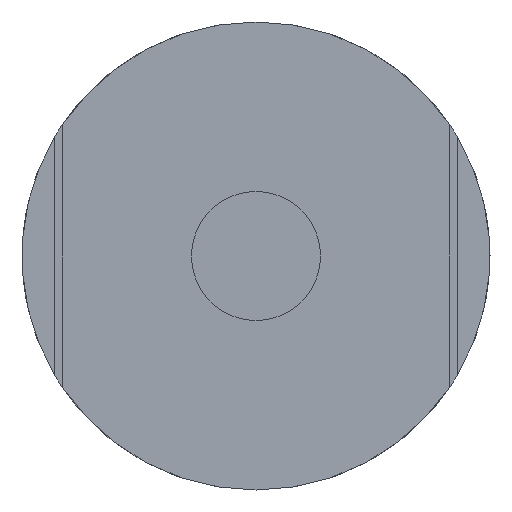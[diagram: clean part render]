
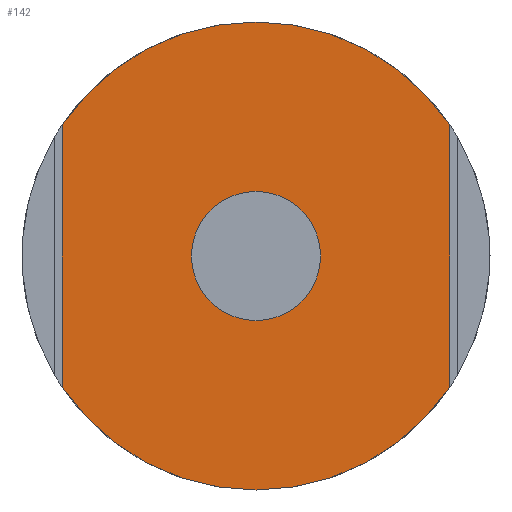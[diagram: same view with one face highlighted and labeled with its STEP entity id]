
A CAD part, front view. The second image highlights one B-rep face of the part: STEP entity #142.
In plain terms, the highlighted planar face has unit normal (0, -1, 0).
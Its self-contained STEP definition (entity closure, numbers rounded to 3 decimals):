
#112 = VERTEX_POINT ( 'NONE', #359 ) ;
#115 = EDGE_CURVE ( 'NONE', #321, #116, #358, .T. ) ;
#116 = VERTEX_POINT ( 'NONE', #353 ) ;
#119 = EDGE_CURVE ( 'NONE', #330, #375, #352, .T. ) ;
#136 = ORIENTED_EDGE ( 'NONE', *, *, #137, .F. ) ;
#137 = EDGE_CURVE ( 'NONE', #177, #330, #475, .T. ) ;
#138 = ORIENTED_EDGE ( 'NONE', *, *, #140, .F. ) ;
#140 = EDGE_CURVE ( 'NONE', #375, #145, #470, .T. ) ;
#141 = ORIENTED_EDGE ( 'NONE', *, *, #119, .F. ) ;
#142 = ADVANCED_FACE ( 'NONE', ( #471, #465 ), #464, .T. ) ;
#143 = EDGE_LOOP ( 'NONE', ( #147, #138, #141, #136, #215, #211 ) ) ;
#144 = EDGE_CURVE ( 'NONE', #145, #146, #463, .T. ) ;
#145 = VERTEX_POINT ( 'NONE', #455 ) ;
#146 = VERTEX_POINT ( 'NONE', #454 ) ;
#147 = ORIENTED_EDGE ( 'NONE', *, *, #144, .F. ) ;
#176 = EDGE_CURVE ( 'NONE', #112, #177, #617, .T. ) ;
#177 = VERTEX_POINT ( 'NONE', #627 ) ;
#207 = ORIENTED_EDGE ( 'NONE', *, *, #115, .F. ) ;
#210 = EDGE_CURVE ( 'NONE', #116, #321, #493, .T. ) ;
#211 = ORIENTED_EDGE ( 'NONE', *, *, #213, .F. ) ;
#212 = ORIENTED_EDGE ( 'NONE', *, *, #210, .F. ) ;
#213 = EDGE_CURVE ( 'NONE', #146, #112, #498, .T. ) ;
#214 = EDGE_LOOP ( 'NONE', ( #212, #207 ) ) ;
#215 = ORIENTED_EDGE ( 'NONE', *, *, #176, .F. ) ;
#321 = VERTEX_POINT ( 'NONE', #478 ) ;
#330 = VERTEX_POINT ( 'NONE', #642 ) ;
#350 = CARTESIAN_POINT ( 'NONE',  ( 0., -16., 0. ) ) ;
#351 = AXIS2_PLACEMENT_3D ( 'NONE', #350, #417, #416 ) ;
#352 = CIRCLE ( 'NONE', #351, 14.5 ) ;
#353 = CARTESIAN_POINT ( 'NONE',  ( 0., -16., 4. ) ) ;
#354 = DIRECTION ( 'NONE',  ( 0., 0., -1. ) ) ;
#355 = DIRECTION ( 'NONE',  ( 0., -1., 0. ) ) ;
#356 = CARTESIAN_POINT ( 'NONE',  ( 0., -16., 0. ) ) ;
#357 = AXIS2_PLACEMENT_3D ( 'NONE', #356, #355, #354 ) ;
#358 = CIRCLE ( 'NONE', #357, 4. ) ;
#359 = CARTESIAN_POINT ( 'NONE',  ( 0., -16., 14.5 ) ) ;
#375 = VERTEX_POINT ( 'NONE', #635 ) ;
#416 = DIRECTION ( 'NONE',  ( 0., 0., 1. ) ) ;
#417 = DIRECTION ( 'NONE',  ( 0., 1., 0. ) ) ;
#454 = CARTESIAN_POINT ( 'NONE',  ( -12., -16., 8.139 ) ) ;
#455 = CARTESIAN_POINT ( 'NONE',  ( -12., -16., -8.139 ) ) ;
#456 = DIRECTION ( 'NONE',  ( 0., 0., 1. ) ) ;
#457 = VECTOR ( 'NONE', #456, 1000. ) ;
#458 = CARTESIAN_POINT ( 'NONE',  ( -12., -16., 8.139 ) ) ;
#459 = DIRECTION ( 'NONE',  ( 0., 0., -1. ) ) ;
#460 = DIRECTION ( 'NONE',  ( 0., -1., 0. ) ) ;
#461 = CARTESIAN_POINT ( 'NONE',  ( 0., -16., 0. ) ) ;
#462 = AXIS2_PLACEMENT_3D ( 'NONE', #461, #460, #459 ) ;
#463 = LINE ( 'NONE', #458, #457 ) ;
#464 = PLANE ( 'NONE',  #462 ) ;
#465 = FACE_BOUND ( 'NONE', #214, .T. ) ;
#466 = DIRECTION ( 'NONE',  ( 0., 0., 1. ) ) ;
#467 = DIRECTION ( 'NONE',  ( 0., 1., 0. ) ) ;
#468 = CARTESIAN_POINT ( 'NONE',  ( 0., -16., 0. ) ) ;
#469 = AXIS2_PLACEMENT_3D ( 'NONE', #468, #467, #466 ) ;
#470 = CIRCLE ( 'NONE', #469, 14.5 ) ;
#471 = FACE_OUTER_BOUND ( 'NONE', #143, .T. ) ;
#472 = DIRECTION ( 'NONE',  ( 0., 0., -1. ) ) ;
#473 = VECTOR ( 'NONE', #472, 1000. ) ;
#474 = CARTESIAN_POINT ( 'NONE',  ( 12., -16., 8.139 ) ) ;
#475 = LINE ( 'NONE', #474, #473 ) ;
#478 = CARTESIAN_POINT ( 'NONE',  ( 0., -16., -4. ) ) ;
#492 = CARTESIAN_POINT ( 'NONE',  ( 0., -16., 0. ) ) ;
#493 = CIRCLE ( 'NONE', #494, 4. ) ;
#494 = AXIS2_PLACEMENT_3D ( 'NONE', #492, #497, #496 ) ;
#496 = DIRECTION ( 'NONE',  ( 0., 0., -1. ) ) ;
#497 = DIRECTION ( 'NONE',  ( 0., -1., 0. ) ) ;
#498 = CIRCLE ( 'NONE', #500, 14.5 ) ;
#500 = AXIS2_PLACEMENT_3D ( 'NONE', #511, #510, #509 ) ;
#509 = DIRECTION ( 'NONE',  ( 0., 0., 1. ) ) ;
#510 = DIRECTION ( 'NONE',  ( 0., 1., 0. ) ) ;
#511 = CARTESIAN_POINT ( 'NONE',  ( 0., -16., 0. ) ) ;
#617 = CIRCLE ( 'NONE', #626, 14.5 ) ;
#624 = DIRECTION ( 'NONE',  ( 0., 1., 0. ) ) ;
#625 = CARTESIAN_POINT ( 'NONE',  ( 0., -16., 0. ) ) ;
#626 = AXIS2_PLACEMENT_3D ( 'NONE', #625, #624, #628 ) ;
#627 = CARTESIAN_POINT ( 'NONE',  ( 12., -16., 8.139 ) ) ;
#628 = DIRECTION ( 'NONE',  ( 0., 0., 1. ) ) ;
#635 = CARTESIAN_POINT ( 'NONE',  ( 0., -16., -14.5 ) ) ;
#642 = CARTESIAN_POINT ( 'NONE',  ( 12., -16., -8.139 ) ) ;
